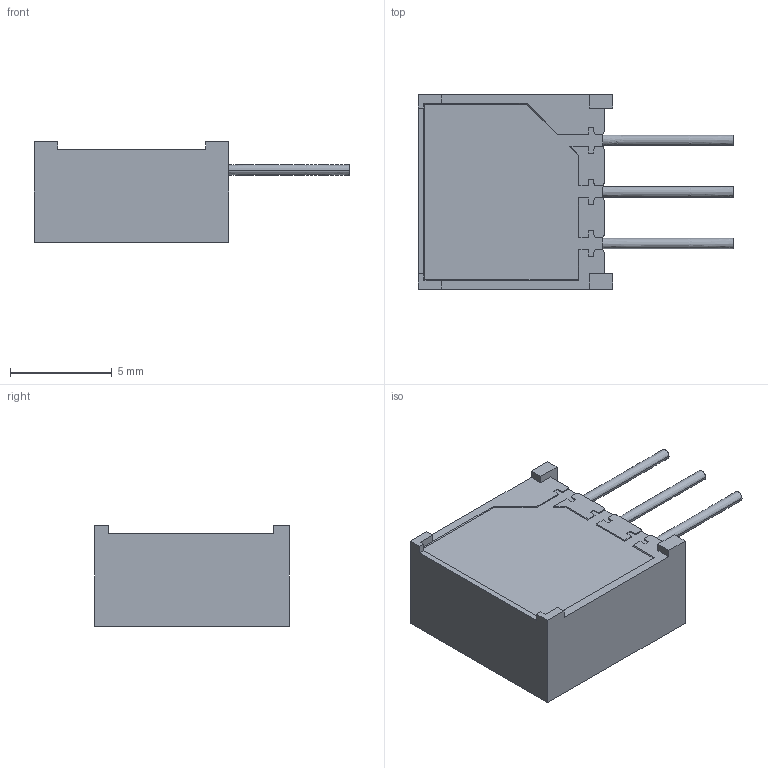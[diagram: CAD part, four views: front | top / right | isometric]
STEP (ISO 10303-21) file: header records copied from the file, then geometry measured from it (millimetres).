
FILE_DESCRIPTION((''),'2;1');
FILE_NAME('A3386-634-639_ASM','2012-03-06T',('minhn'),('Bourns, Inc.'),'PRO/ENGINEER BY PARAMETRIC TECHNOLOGY CORPORATION, 2001200','PRO/ENGINEER BY PARAMETRIC TECHNOLOGY CORPORATION, 2001200','');
FILE_SCHEMA(('AUTOMOTIVE_DESIGN_CC2 { 1 2 10303 214 -1 1 5 2 }'));
Length unit declared in the file: inch
Products named in the file (2): 33756-68004; A3386-634-639_ASM
Assembly tree (1 placements, depth 2):
  A3386-634-639_ASM
    33756-68004
Bounding box: 15.52 x 9.58 x 4.95 mm (x, y, z)
Volume: 389.7 mm3; surface area: 505.9 mm2
Topology: 1 solids, 1 shells, 177 faces, 482 edges, 315 vertices
Faces by surface type: bspline 177
Entity records: 7961 total; most frequent: CARTESIAN_POINT 2456, ORIENTED_EDGE 964, DIRECTION 584, PRESENTATION_STYLE_ASSIGNMENT 483, STYLED_ITEM 483, CURVE_STYLE 482, EDGE_CURVE 482, VECTOR 386
